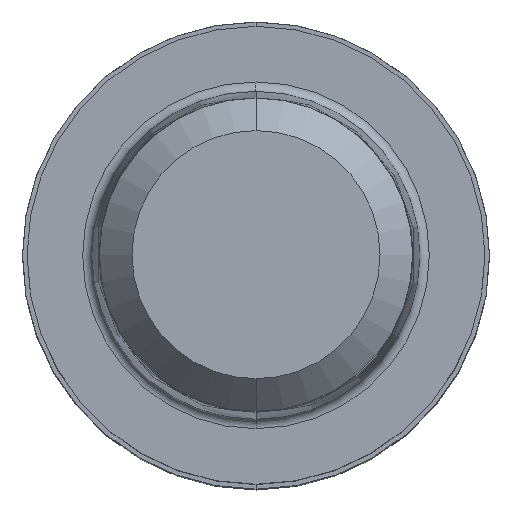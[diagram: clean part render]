
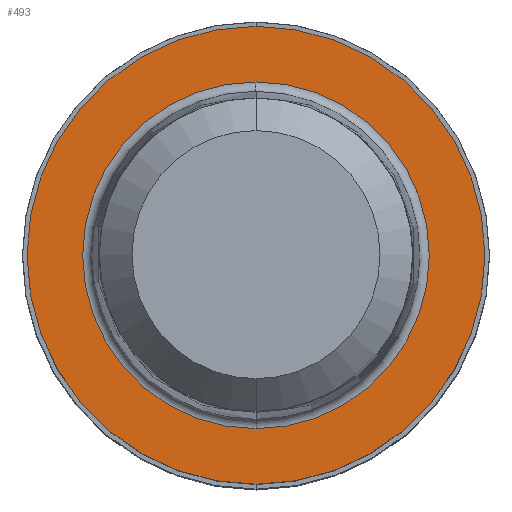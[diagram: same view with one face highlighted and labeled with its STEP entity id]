
A CAD part, top view. The second image highlights one B-rep face of the part: STEP entity #493.
In plain terms, the highlighted planar face has unit normal (0, 0, 1).
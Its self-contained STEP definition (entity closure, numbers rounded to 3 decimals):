
#205=VERTEX_POINT('',#540);
#247=EDGE_CURVE('',#479,#287,#590,.T.);
#287=VERTEX_POINT('',#635);
#297=EDGE_CURVE('',#287,#479,#647,.T.);
#305=EDGE_CURVE('',#491,#205,#656,.T.);
#313=EDGE_CURVE('',#205,#491,#665,.T.);
#479=VERTEX_POINT('',#851);
#491=VERTEX_POINT('',#865);
#493=ADVANCED_FACE('',(#867,#868),#869,.T.);
#540=CARTESIAN_POINT('',(0.0,7.42,0.01));
#590=CIRCLE('',#980,9.8);
#635=CARTESIAN_POINT('',(0.,-9.8,0.01));
#647=CIRCLE('',#1049,9.8);
#656=CIRCLE('',#1061,7.42);
#665=CIRCLE('',#1073,7.42);
#851=CARTESIAN_POINT('',(0.0,9.8,0.01));
#865=CARTESIAN_POINT('',(0.,-7.42,0.01));
#867=FACE_OUTER_BOUND('',#1331,.T.);
#868=FACE_BOUND('',#1332,.T.);
#869=PLANE('',#1333);
#980=AXIS2_PLACEMENT_3D('',#1441,#1442,#1443);
#1049=AXIS2_PLACEMENT_3D('',#1515,#1516,#1517);
#1061=AXIS2_PLACEMENT_3D('',#1532,#1533,#1534);
#1073=AXIS2_PLACEMENT_3D('',#1544,#1545,#1546);
#1331=EDGE_LOOP('',(#1794,#1795));
#1332=EDGE_LOOP('',(#1796,#1797));
#1333=AXIS2_PLACEMENT_3D('',#1798,#1799,#1800);
#1441=CARTESIAN_POINT('',(0.0,0.0,0.01));
#1442=DIRECTION('',(0.0,0.0,-1.0));
#1443=DIRECTION('',(0.0,1.0,0.0));
#1515=CARTESIAN_POINT('',(0.0,0.0,0.01));
#1516=DIRECTION('',(0.0,0.0,-1.0));
#1517=DIRECTION('',(0.0,1.0,0.0));
#1532=CARTESIAN_POINT('',(0.0,0.0,0.01));
#1533=DIRECTION('',(0.0,0.0,-1.0));
#1534=DIRECTION('',(0.0,1.0,0.0));
#1544=CARTESIAN_POINT('',(0.0,0.0,0.01));
#1545=DIRECTION('',(0.0,0.0,-1.0));
#1546=DIRECTION('',(0.0,1.0,0.0));
#1794=ORIENTED_EDGE('',*,*,#247,.F.);
#1795=ORIENTED_EDGE('',*,*,#297,.F.);
#1796=ORIENTED_EDGE('',*,*,#313,.T.);
#1797=ORIENTED_EDGE('',*,*,#305,.T.);
#1798=CARTESIAN_POINT('',(0.0,4.9,0.01));
#1799=DIRECTION('',(-0.0,0.0,1.0));
#1800=DIRECTION('',(0.0,-1.0,0.0));
